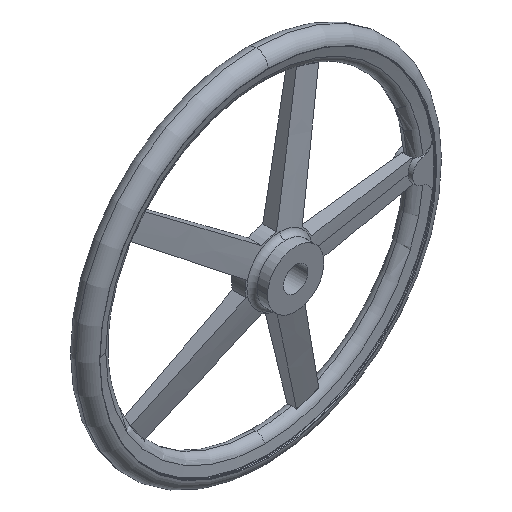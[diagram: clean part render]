
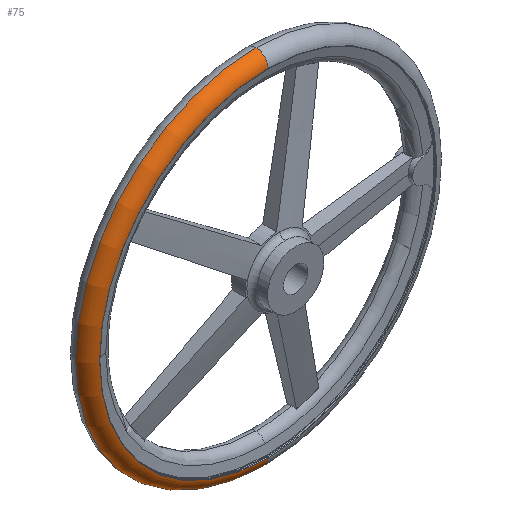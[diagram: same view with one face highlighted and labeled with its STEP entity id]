
A CAD part, isometric view. The second image highlights one B-rep face of the part: STEP entity #75.
In plain terms, the highlighted toroidal (fillet/blend) face has major radius 233 mm and minor radius 17 mm.
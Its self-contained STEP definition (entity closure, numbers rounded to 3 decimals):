
#75 = ADVANCED_FACE( '', ( #153 ), #154, .T. );
#153 = FACE_OUTER_BOUND( '', #309, .T. );
#154 = TOROIDAL_SURFACE( '', #310, 233., 17. );
#309 = EDGE_LOOP( '', ( #465, #466, #467, #468 ) );
#310 = AXIS2_PLACEMENT_3D( '', #469, #470, #471 );
#465 = ORIENTED_EDGE( '', *, *, #1194, .F. );
#466 = ORIENTED_EDGE( '', *, *, #1195, .T. );
#467 = ORIENTED_EDGE( '', *, *, #1196, .T. );
#468 = ORIENTED_EDGE( '', *, *, #1197, .T. );
#469 = CARTESIAN_POINT( '', ( 0., 55., 0. ) );
#470 = DIRECTION( '', ( 0., 1., 0. ) );
#471 = DIRECTION( '', ( 0., 0., 1. ) );
#1194 = EDGE_CURVE( '', #1443, #1444, #1445, .T. );
#1195 = EDGE_CURVE( '', #1443, #1446, #1447, .T. );
#1196 = EDGE_CURVE( '', #1446, #1448, #1449, .T. );
#1197 = EDGE_CURVE( '', #1448, #1444, #1450, .T. );
#1443 = VERTEX_POINT( '', #1856 );
#1444 = VERTEX_POINT( '', #1857 );
#1445 = CIRCLE( '', #1858, 250. );
#1446 = VERTEX_POINT( '', #1859 );
#1447 = CIRCLE( '', #1860, 17. );
#1448 = VERTEX_POINT( '', #1861 );
#1449 = CIRCLE( '', #1862, 233.708 );
#1450 = CIRCLE( '', #1863, 17. );
#1856 = CARTESIAN_POINT( '', ( 0., 55., -250. ) );
#1857 = CARTESIAN_POINT( '', ( 0., 55., 250. ) );
#1858 = AXIS2_PLACEMENT_3D( '', #4559, #4560, #4561 );
#1859 = CARTESIAN_POINT( '', ( 0., 38.015, -233.708 ) );
#1860 = AXIS2_PLACEMENT_3D( '', #4562, #4563, #4564 );
#1861 = CARTESIAN_POINT( '', ( 0., 38.015, 233.708 ) );
#1862 = AXIS2_PLACEMENT_3D( '', #4565, #4566, #4567 );
#1863 = AXIS2_PLACEMENT_3D( '', #4568, #4569, #4570 );
#4559 = CARTESIAN_POINT( '', ( 0., 55., 0. ) );
#4560 = DIRECTION( '', ( 0., 1., 0. ) );
#4561 = DIRECTION( '', ( 0., 0., 1. ) );
#4562 = CARTESIAN_POINT( '', ( 0., 55., -233. ) );
#4563 = DIRECTION( '', ( -1., 0., 0. ) );
#4564 = DIRECTION( '', ( 0., 0., -1. ) );
#4565 = CARTESIAN_POINT( '', ( 0., 38.015, 0. ) );
#4566 = DIRECTION( '', ( 0., 1., 0. ) );
#4567 = DIRECTION( '', ( 1., 0., 0. ) );
#4568 = CARTESIAN_POINT( '', ( 0., 55., 233. ) );
#4569 = DIRECTION( '', ( -1., 0., 0. ) );
#4570 = DIRECTION( '', ( 0., 0., 1. ) );
